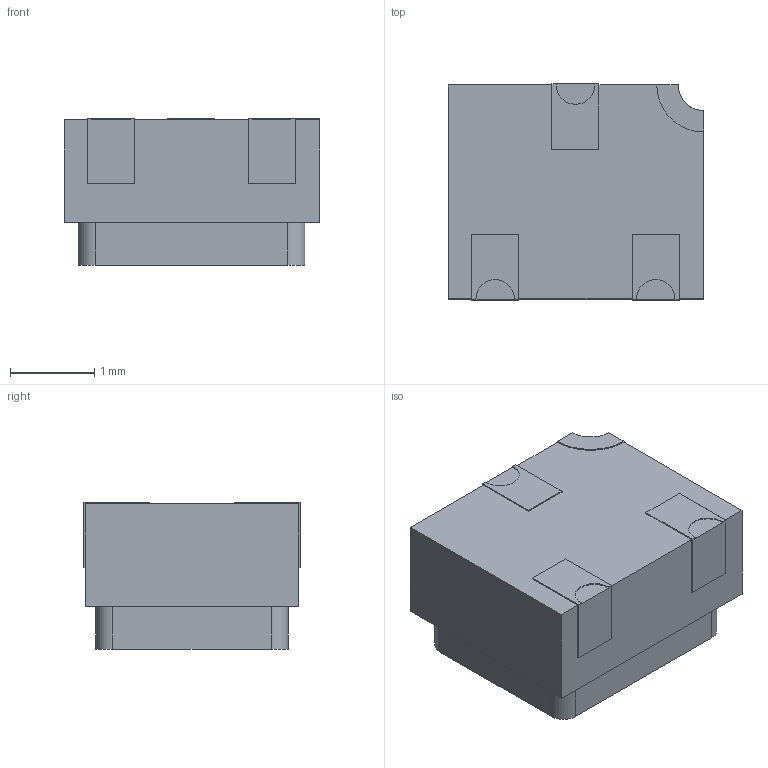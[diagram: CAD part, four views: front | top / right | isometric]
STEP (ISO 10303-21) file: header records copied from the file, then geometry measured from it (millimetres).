
FILE_DESCRIPTION (( 'STEP AP203' ), '1' );
FILE_NAME ('S-204-207.STEP', '2026-03-24T23:22:54', ( '' ), ( '' ), 'SwSTEP 2.0', 'SolidWorks 2013', '' );
FILE_SCHEMA (( 'CONFIG_CONTROL_DESIGN' ));
Length unit declared in the file: inch
Products named in the file (1): S-204-207
Bounding box: 3.04 x 2.57 x 1.74 mm (x, y, z)
Volume: 12.5 mm3; surface area: 33.8 mm2
Topology: 1 solids, 1 shells, 49 faces, 139 edges, 92 vertices
Faces by surface type: plane 40, cylinder 9
Entity records: 1658 total; most frequent: CARTESIAN_POINT 281, ORIENTED_EDGE 278, DIRECTION 261, EDGE_CURVE 139, VECTOR 117, LINE 117, VERTEX_POINT 92, AXIS2_PLACEMENT_3D 72
